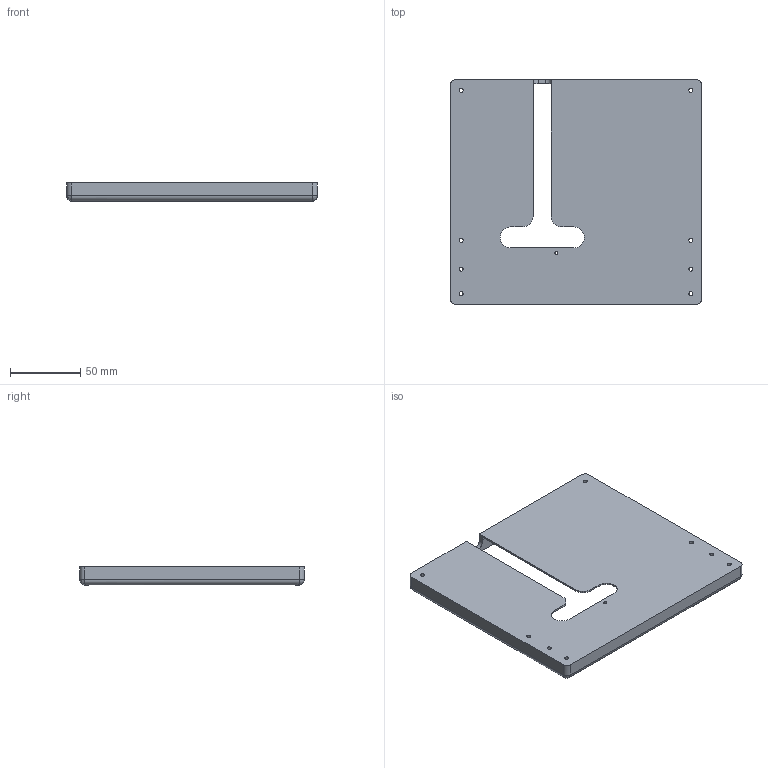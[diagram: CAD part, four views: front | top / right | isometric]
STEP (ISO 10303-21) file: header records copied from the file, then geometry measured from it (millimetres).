
FILE_DESCRIPTION(/* description */ (''),/* implementation_level */ '2;1');
FILE_NAME(/* name */ 'peacock-low-case-v5.step',/* time_stamp */ '2024-02-09T09:34:39Z',/* author */ (''),/* organization */ (''),/* preprocessor_version */ 'ST-DEVELOPER v20',/* originating_system */ 'Autodesk Translation Framework v12.20.1.177',/* authorisation */ '');
FILE_SCHEMA (('AUTOMOTIVE_DESIGN { 1 0 10303 214 3 1 1 }'));
Length unit declared in the file: millimetre
Products named in the file (1): trackpad-low
Bounding box: 179 x 160.17 x 13.05 mm (x, y, z)
Volume: 56818.2 mm3; surface area: 71321.1 mm2
Topology: 1 solids, 1 shells, 542 faces, 1373 edges, 793 vertices
Faces by surface type: plane 348, cylinder 174, bspline 13, torus 7
Full cylindrical faces by diameter (mm): 2.2 x1, 2.9 x4, 2.95 x4, 7.468 x2
Entity records: 16679 total; most frequent: CARTESIAN_POINT 3412, DIRECTION 2841, ORIENTED_EDGE 2740, EDGE_CURVE 1370, AXIS2_PLACEMENT_3D 963, LINE 915, VECTOR 915, VERTEX_POINT 792
